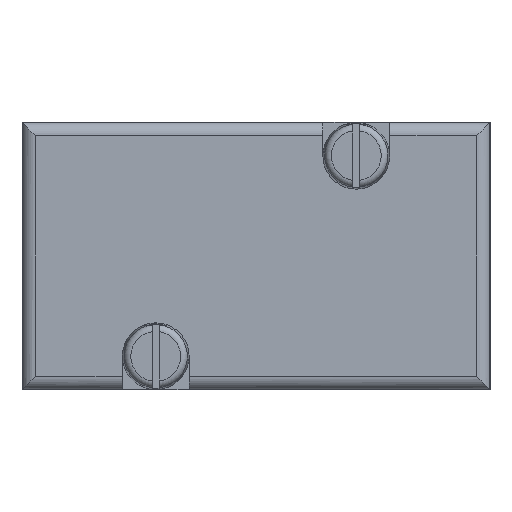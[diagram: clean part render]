
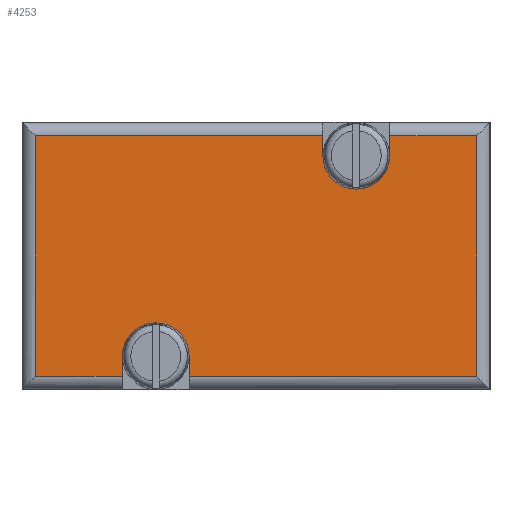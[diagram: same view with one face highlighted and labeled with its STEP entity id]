
A CAD part, left-side view. The second image highlights one B-rep face of the part: STEP entity #4253.
In plain terms, the highlighted planar face has unit normal (-1, 0, 0).
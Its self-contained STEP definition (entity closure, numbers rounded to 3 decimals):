
#153=LINE('',#6637,#503);
#154=LINE('',#6642,#504);
#155=LINE('',#6644,#505);
#156=LINE('',#6646,#506);
#157=LINE('',#6648,#507);
#158=LINE('',#6650,#508);
#159=LINE('',#6654,#509);
#160=LINE('',#6656,#510);
#161=LINE('',#6658,#511);
#162=LINE('',#6660,#512);
#503=VECTOR('',#5117,1000.);
#504=VECTOR('',#5120,1000.);
#505=VECTOR('',#5121,1000.);
#506=VECTOR('',#5122,1000.);
#507=VECTOR('',#5123,1000.);
#508=VECTOR('',#5124,1000.);
#509=VECTOR('',#5127,1000.);
#510=VECTOR('',#5128,1000.);
#511=VECTOR('',#5129,1000.);
#512=VECTOR('',#5130,1000.);
#853=PLANE('',#4554);
#1099=ORIENTED_EDGE('',*,*,#2341,.F.);
#1100=ORIENTED_EDGE('',*,*,#2342,.F.);
#1101=ORIENTED_EDGE('',*,*,#2343,.F.);
#1102=ORIENTED_EDGE('',*,*,#2344,.T.);
#1103=ORIENTED_EDGE('',*,*,#2345,.F.);
#1104=ORIENTED_EDGE('',*,*,#2346,.F.);
#1105=ORIENTED_EDGE('',*,*,#2347,.F.);
#1106=ORIENTED_EDGE('',*,*,#2348,.F.);
#1107=ORIENTED_EDGE('',*,*,#2349,.F.);
#1108=ORIENTED_EDGE('',*,*,#2350,.F.);
#1109=ORIENTED_EDGE('',*,*,#2351,.T.);
#1110=ORIENTED_EDGE('',*,*,#2352,.T.);
#2341=EDGE_CURVE('',#2954,#2955,#153,.T.);
#2342=EDGE_CURVE('',#2956,#2954,#3361,.F.);
#2343=EDGE_CURVE('',#2957,#2956,#154,.T.);
#2344=EDGE_CURVE('',#2957,#2958,#155,.T.);
#2345=EDGE_CURVE('',#2959,#2958,#156,.T.);
#2346=EDGE_CURVE('',#2960,#2959,#157,.T.);
#2347=EDGE_CURVE('',#2961,#2960,#158,.T.);
#2348=EDGE_CURVE('',#2962,#2961,#3362,.F.);
#2349=EDGE_CURVE('',#2963,#2962,#159,.T.);
#2350=EDGE_CURVE('',#2964,#2963,#160,.T.);
#2351=EDGE_CURVE('',#2964,#2965,#161,.T.);
#2352=EDGE_CURVE('',#2965,#2955,#162,.T.);
#2954=VERTEX_POINT('',#6638);
#2955=VERTEX_POINT('',#6639);
#2956=VERTEX_POINT('',#6641);
#2957=VERTEX_POINT('',#6643);
#2958=VERTEX_POINT('',#6645);
#2959=VERTEX_POINT('',#6647);
#2960=VERTEX_POINT('',#6649);
#2961=VERTEX_POINT('',#6651);
#2962=VERTEX_POINT('',#6653);
#2963=VERTEX_POINT('',#6655);
#2964=VERTEX_POINT('',#6657);
#2965=VERTEX_POINT('',#6659);
#3361=CIRCLE('',#4555,5.);
#3362=CIRCLE('',#4556,5.);
#3588=EDGE_LOOP('',(#1099,#1100,#1101,#1102,#1103,#1104,#1105,#1106,#1107,
#1108,#1109,#1110));
#3912=FACE_BOUND('',#3588,.T.);
#4253=ADVANCED_FACE('',(#3912),#853,.F.);
#4554=AXIS2_PLACEMENT_3D('',#6636,#5115,#5116);
#4555=AXIS2_PLACEMENT_3D('',#6640,#5118,#5119);
#4556=AXIS2_PLACEMENT_3D('',#6652,#5125,#5126);
#5115=DIRECTION('',(1.,0.,0.));
#5116=DIRECTION('',(0.,0.,-1.));
#5117=DIRECTION('',(0.,0.,-1.));
#5118=DIRECTION('',(1.,0.,0.));
#5119=DIRECTION('',(0.,0.,-1.));
#5120=DIRECTION('',(0.,0.,1.));
#5121=DIRECTION('',(0.,-1.,0.));
#5122=DIRECTION('',(0.,0.,-1.));
#5123=DIRECTION('',(0.,-1.,0.));
#5124=DIRECTION('',(0.,0.,1.));
#5125=DIRECTION('',(1.,0.,0.));
#5126=DIRECTION('',(0.,0.,-1.));
#5127=DIRECTION('',(0.,0.,-1.));
#5128=DIRECTION('',(0.,-1.,0.));
#5129=DIRECTION('',(0.,0.,-1.));
#5130=DIRECTION('',(0.,-1.,0.));
#6636=CARTESIAN_POINT('',(-60.,70.,-18.));
#6637=CARTESIAN_POINT('',(-60.,55.,-18.));
#6638=CARTESIAN_POINT('',(-60.,55.,-15.));
#6639=CARTESIAN_POINT('',(-60.,55.,-18.));
#6640=CARTESIAN_POINT('',(-60.,50.,-15.));
#6641=CARTESIAN_POINT('',(-60.,45.,-15.));
#6642=CARTESIAN_POINT('',(-60.,45.,-18.));
#6643=CARTESIAN_POINT('',(-60.,45.,-18.));
#6644=CARTESIAN_POINT('',(-60.,70.,-18.));
#6645=CARTESIAN_POINT('',(-60.,2.,-18.));
#6646=CARTESIAN_POINT('',(-60.,2.,30.));
#6647=CARTESIAN_POINT('',(-60.,2.,18.));
#6648=CARTESIAN_POINT('',(-60.,70.,18.));
#6649=CARTESIAN_POINT('',(-60.,15.,18.));
#6650=CARTESIAN_POINT('',(-60.,15.,-18.));
#6651=CARTESIAN_POINT('',(-60.,15.,15.));
#6652=CARTESIAN_POINT('',(-60.,20.,15.));
#6653=CARTESIAN_POINT('',(-60.,25.,15.));
#6654=CARTESIAN_POINT('',(-60.,25.,-18.));
#6655=CARTESIAN_POINT('',(-60.,25.,18.));
#6656=CARTESIAN_POINT('',(-60.,70.,18.));
#6657=CARTESIAN_POINT('',(-60.,68.,18.));
#6658=CARTESIAN_POINT('',(-60.,68.,30.));
#6659=CARTESIAN_POINT('',(-60.,68.,-18.));
#6660=CARTESIAN_POINT('',(-60.,70.,-18.));
